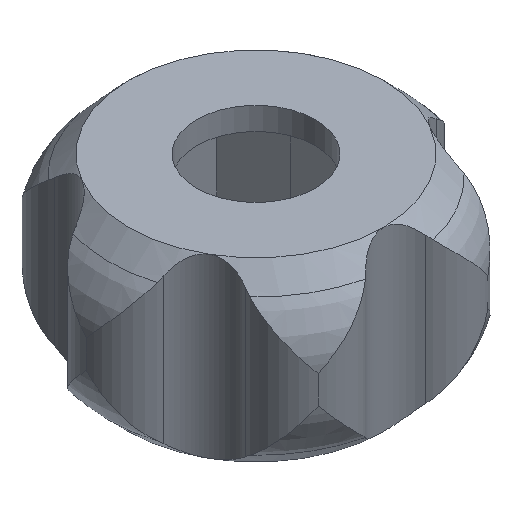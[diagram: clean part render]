
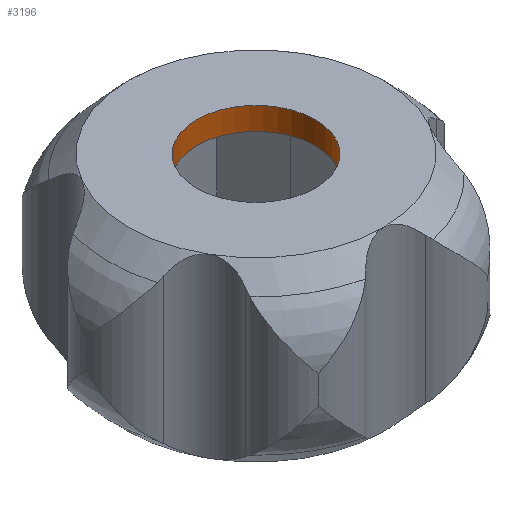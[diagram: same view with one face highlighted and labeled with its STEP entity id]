
A CAD part, isometric view. The second image highlights one B-rep face of the part: STEP entity #3196.
In plain terms, the highlighted cylindrical face has radius 4.2 mm (diameter 8.4 mm), a full revolution.
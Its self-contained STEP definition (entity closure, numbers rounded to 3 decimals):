
#73 = CONICAL_SURFACE('',#74,7.,1.079);
#74 = AXIS2_PLACEMENT_3D('',#75,#76,#77);
#75 = CARTESIAN_POINT('',(0.,0.,-3.1));
#76 = DIRECTION('',(0.,0.,-1.));
#77 = DIRECTION('',(1.,0.,0.));
#2008 = VERTEX_POINT('',#2009);
#2009 = CARTESIAN_POINT('',(4.2,0.,-1.6));
#2030 = EDGE_CURVE('',#2008,#2008,#2031,.T.);
#2031 = SURFACE_CURVE('',#2032,(#2037,#2044),.PCURVE_S1.);
#2032 = CIRCLE('',#2033,4.2);
#2033 = AXIS2_PLACEMENT_3D('',#2034,#2035,#2036);
#2034 = CARTESIAN_POINT('',(0.,0.,-1.6));
#2035 = DIRECTION('',(0.,0.,-1.));
#2036 = DIRECTION('',(1.,0.,0.));
#2037 = PCURVE('',#73,#2038);
#2038 = DEFINITIONAL_REPRESENTATION('',(#2039),#2043);
#2039 = LINE('',#2040,#2041);
#2040 = CARTESIAN_POINT('',(0.,-1.5));
#2041 = VECTOR('',#2042,1.);
#2042 = DIRECTION('',(1.,-0.));
#2043 = ( GEOMETRIC_REPRESENTATION_CONTEXT(2) 
PARAMETRIC_REPRESENTATION_CONTEXT() REPRESENTATION_CONTEXT('2D SPACE',''
  ) );
#2044 = PCURVE('',#2045,#2050);
#2045 = CYLINDRICAL_SURFACE('',#2046,4.2);
#2046 = AXIS2_PLACEMENT_3D('',#2047,#2048,#2049);
#2047 = CARTESIAN_POINT('',(0.,0.,0.));
#2048 = DIRECTION('',(0.,0.,-1.));
#2049 = DIRECTION('',(1.,0.,0.));
#2050 = DEFINITIONAL_REPRESENTATION('',(#2051),#2055);
#2051 = LINE('',#2052,#2053);
#2052 = CARTESIAN_POINT('',(0.,1.6));
#2053 = VECTOR('',#2054,1.);
#2054 = DIRECTION('',(1.,0.));
#2055 = ( GEOMETRIC_REPRESENTATION_CONTEXT(2) 
PARAMETRIC_REPRESENTATION_CONTEXT() REPRESENTATION_CONTEXT('2D SPACE',''
  ) );
#3196 = ADVANCED_FACE('',(#3197),#2045,.F.);
#3197 = FACE_BOUND('',#3198,.F.);
#3198 = EDGE_LOOP('',(#3199,#3228,#3249,#3250));
#3199 = ORIENTED_EDGE('',*,*,#3200,.T.);
#3200 = EDGE_CURVE('',#3201,#3201,#3203,.T.);
#3201 = VERTEX_POINT('',#3202);
#3202 = CARTESIAN_POINT('',(4.2,0.,0.)
  );
#3203 = SURFACE_CURVE('',#3204,(#3209,#3216),.PCURVE_S1.);
#3204 = CIRCLE('',#3205,4.2);
#3205 = AXIS2_PLACEMENT_3D('',#3206,#3207,#3208);
#3206 = CARTESIAN_POINT('',(0.,0.,0.));
#3207 = DIRECTION('',(0.,0.,-1.));
#3208 = DIRECTION('',(1.,0.,0.));
#3209 = PCURVE('',#2045,#3210);
#3210 = DEFINITIONAL_REPRESENTATION('',(#3211),#3215);
#3211 = LINE('',#3212,#3213);
#3212 = CARTESIAN_POINT('',(0.,0.));
#3213 = VECTOR('',#3214,1.);
#3214 = DIRECTION('',(1.,0.));
#3215 = ( GEOMETRIC_REPRESENTATION_CONTEXT(2) 
PARAMETRIC_REPRESENTATION_CONTEXT() REPRESENTATION_CONTEXT('2D SPACE',''
  ) );
#3216 = PCURVE('',#3217,#3222);
#3217 = PLANE('',#3218);
#3218 = AXIS2_PLACEMENT_3D('',#3219,#3220,#3221);
#3219 = CARTESIAN_POINT('',(0.,0.,0.));
#3220 = DIRECTION('',(0.,0.,-1.));
#3221 = DIRECTION('',(1.,0.,0.));
#3222 = DEFINITIONAL_REPRESENTATION('',(#3223),#3227);
#3223 = CIRCLE('',#3224,4.2);
#3224 = AXIS2_PLACEMENT_2D('',#3225,#3226);
#3225 = CARTESIAN_POINT('',(0.,0.));
#3226 = DIRECTION('',(1.,-0.));
#3227 = ( GEOMETRIC_REPRESENTATION_CONTEXT(2) 
PARAMETRIC_REPRESENTATION_CONTEXT() REPRESENTATION_CONTEXT('2D SPACE',''
  ) );
#3228 = ORIENTED_EDGE('',*,*,#3229,.T.);
#3229 = EDGE_CURVE('',#3201,#2008,#3230,.T.);
#3230 = SEAM_CURVE('',#3231,(#3235,#3242),.PCURVE_S1.);
#3231 = LINE('',#3232,#3233);
#3232 = CARTESIAN_POINT('',(4.2,0.,0.)
  );
#3233 = VECTOR('',#3234,1.);
#3234 = DIRECTION('',(0.,0.,-1.));
#3235 = PCURVE('',#2045,#3236);
#3236 = DEFINITIONAL_REPRESENTATION('',(#3237),#3241);
#3237 = LINE('',#3238,#3239);
#3238 = CARTESIAN_POINT('',(0.,0.));
#3239 = VECTOR('',#3240,1.);
#3240 = DIRECTION('',(0.,1.));
#3241 = ( GEOMETRIC_REPRESENTATION_CONTEXT(2) 
PARAMETRIC_REPRESENTATION_CONTEXT() REPRESENTATION_CONTEXT('2D SPACE',''
  ) );
#3242 = PCURVE('',#2045,#3243);
#3243 = DEFINITIONAL_REPRESENTATION('',(#3244),#3248);
#3244 = LINE('',#3245,#3246);
#3245 = CARTESIAN_POINT('',(6.283,0.));
#3246 = VECTOR('',#3247,1.);
#3247 = DIRECTION('',(0.,1.));
#3248 = ( GEOMETRIC_REPRESENTATION_CONTEXT(2) 
PARAMETRIC_REPRESENTATION_CONTEXT() REPRESENTATION_CONTEXT('2D SPACE',''
  ) );
#3249 = ORIENTED_EDGE('',*,*,#2030,.F.);
#3250 = ORIENTED_EDGE('',*,*,#3229,.F.);
